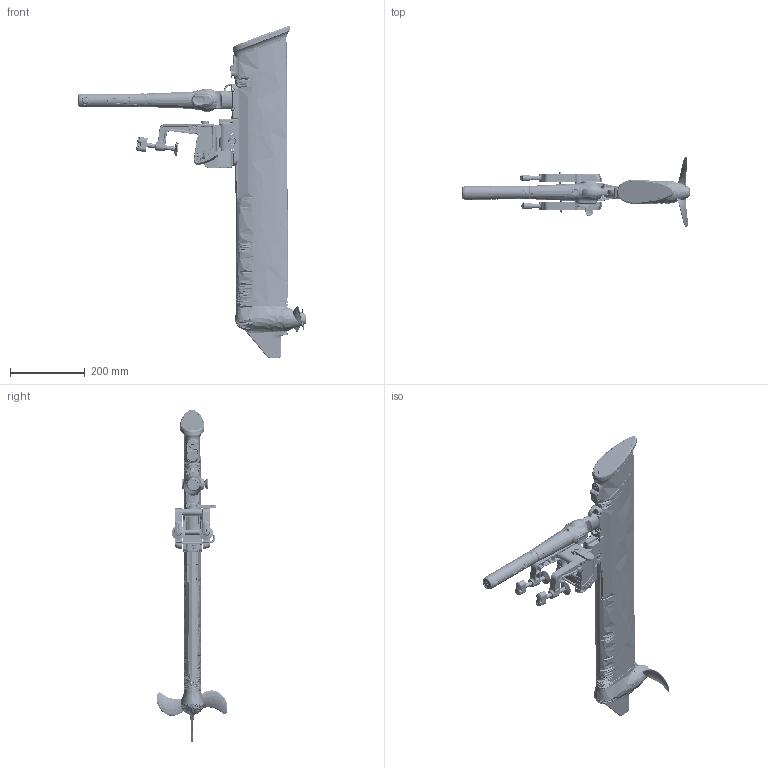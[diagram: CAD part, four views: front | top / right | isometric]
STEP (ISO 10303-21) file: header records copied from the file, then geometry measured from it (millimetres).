
FILE_DESCRIPTION (( 'STEP AP203' ), '1' );
FILE_NAME ('eLite电动船外机（澳标）.STEP', '2025-05-15T07:33:26', ( '逸动' ), ( '逸动' ), 'SwSTEP 2.0', 'SolidWorks 2021', '' );
FILE_SCHEMA (( 'CONFIG_CONTROL_DESIGN' ));
Products named in the file (1): eLite电动船外机（澳标）
Bounding box: 608.95 x 190.29 x 889.63 mm (x, y, z)
Surface area: 625962.9 mm2 (no closed solid volume)
Topology: 0 solids, 692 shells, 4294 faces, 17515 edges, 13503 vertices
Faces by surface type: plane 1640, bspline 1148, cylinder 982, cone 344, torus 180
Entity records: 375697 total; most frequent: CARTESIAN_POINT 252103, ORIENTED_EDGE 24474, DIRECTION 19830, EDGE_CURVE 17494, VERTEX_POINT 13503, LINE 6920, VECTOR 6920, B_SPLINE_CURVE_WITH_KNOTS 6512
